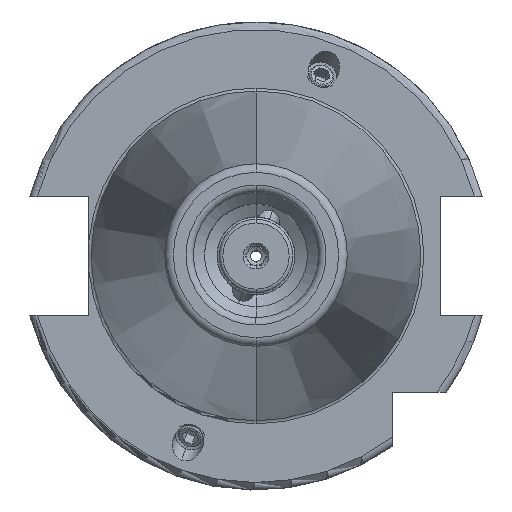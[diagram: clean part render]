
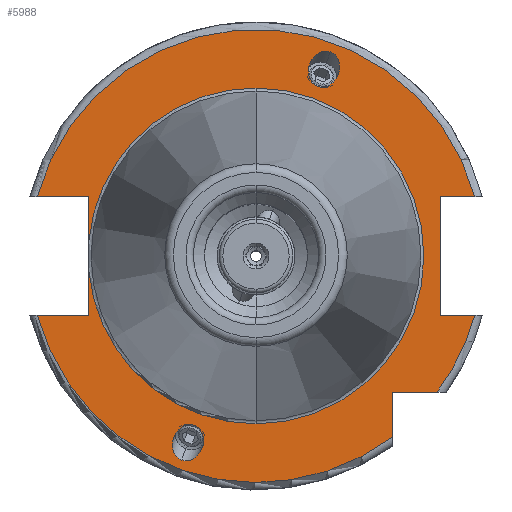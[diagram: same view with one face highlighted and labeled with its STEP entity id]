
A CAD part, top view. The second image highlights one B-rep face of the part: STEP entity #5988.
In plain terms, the highlighted planar face has unit normal (0, 0, 1).
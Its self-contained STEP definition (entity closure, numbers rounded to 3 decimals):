
#1294=CARTESIAN_POINT('',(0,0,15.9));
#1295=DIRECTION('',(0,0,1));
#1296=DIRECTION('',(0.965,0.262,0));
#1297=AXIS2_PLACEMENT_3D('',#1294,#1295,#1296);
#1345=CARTESIAN_POINT('',(0,0,15.9));
#1346=DIRECTION('',(0,0,1));
#1347=DIRECTION('',(-0.965,-0.262,0));
#1348=AXIS2_PLACEMENT_3D('',#1345,#1346,#1347);
#1361=DIRECTION('',(1,0,0));
#1362=VECTOR('',#1361,7.004);
#1363=CARTESIAN_POINT('',(-29.704,-8.05,15.9));
#1364=LINE('',#1363,#1362);
#1365=DIRECTION('',(0,1,0));
#1366=VECTOR('',#1365,5.917);
#1367=CARTESIAN_POINT('',(-22.7,-8.05,15.9));
#1368=LINE('',#1367,#1366);
#1369=DIRECTION('',(0,1,0));
#1370=VECTOR('',#1369,5.917);
#1371=CARTESIAN_POINT('',(-22.7,2.133,15.9));
#1372=LINE('',#1371,#1370);
#1373=DIRECTION('',(1,0,0));
#1374=VECTOR('',#1373,7.004);
#1375=CARTESIAN_POINT('',(-29.704,8.05,15.9));
#1376=LINE('',#1375,#1374);
#1377=DIRECTION('',(-1,0,0));
#1378=VECTOR('',#1377,4.704);
#1379=CARTESIAN_POINT('',(29.704,8.05,15.9));
#1380=LINE('',#1379,#1378);
#1381=DIRECTION('',(0,-1,0));
#1382=VECTOR('',#1381,16.1);
#1383=CARTESIAN_POINT('',(25,8.05,15.9));
#1384=LINE('',#1383,#1382);
#1385=DIRECTION('',(-1,0,0));
#1386=VECTOR('',#1385,4.704);
#1387=CARTESIAN_POINT('',(29.704,-8.05,15.9));
#1388=LINE('',#1387,#1386);
#1389=CARTESIAN_POINT('',(0,0,15.9));
#1390=DIRECTION('',(0,0,1));
#1391=DIRECTION('',(0.799,-0.601,0));
#1392=AXIS2_PLACEMENT_3D('',#1389,#1390,#1391);
#1394=DIRECTION('',(-1,0,0));
#1395=VECTOR('',#1394,6.094);
#1396=CARTESIAN_POINT('',(24.594,-18.5,15.9));
#1397=LINE('',#1396,#1395);
#1398=DIRECTION('',(0,1,0));
#1399=VECTOR('',#1398,6.094);
#1400=CARTESIAN_POINT('',(18.5,-24.594,15.9));
#1401=LINE('',#1400,#1399);
#1402=CARTESIAN_POINT('',(10.09,27.723,15.9));
#1403=CARTESIAN_POINT('',(9.863,27.806,15.9));
#1404=CARTESIAN_POINT('',(9.337,27.884,15.9));
#1405=CARTESIAN_POINT('',(8.455,27.594,15.9));
#1406=CARTESIAN_POINT('',(7.834,27.033,15.9));
#1407=CARTESIAN_POINT('',(7.483,26.49,15.9));
#1408=CARTESIAN_POINT('',(7.298,26.077,15.9));
#1409=CARTESIAN_POINT('',(7.174,25.641,15.9));
#1410=CARTESIAN_POINT('',(7.094,25.,15.9));
#1411=CARTESIAN_POINT('',(7.208,24.17,15.9));
#1412=CARTESIAN_POINT('',(7.698,23.381,15.9));
#1413=CARTESIAN_POINT('',(8.152,23.103,15.9));
#1414=CARTESIAN_POINT('',(8.379,23.02,15.9));
#1416=CARTESIAN_POINT('',(8.379,23.02,15.9));
#1417=CARTESIAN_POINT('',(8.606,22.937,15.9));
#1418=CARTESIAN_POINT('',(9.133,22.859,15.9));
#1419=CARTESIAN_POINT('',(10.014,23.149,15.9));
#1420=CARTESIAN_POINT('',(10.635,23.711,15.9));
#1421=CARTESIAN_POINT('',(10.986,24.253,15.9));
#1422=CARTESIAN_POINT('',(11.171,24.667,15.9));
#1423=CARTESIAN_POINT('',(11.295,25.103,15.9));
#1424=CARTESIAN_POINT('',(11.375,25.744,15.9));
#1425=CARTESIAN_POINT('',(11.261,26.573,15.9));
#1426=CARTESIAN_POINT('',(10.771,27.362,15.9));
#1427=CARTESIAN_POINT('',(10.318,27.641,15.9));
#1428=CARTESIAN_POINT('',(10.09,27.723,15.9));
#1430=CARTESIAN_POINT('',(-10.09,-27.723,15.9));
#1431=CARTESIAN_POINT('',(-10.318,-27.641,15.9));
#1432=CARTESIAN_POINT('',(-10.771,-27.362,15.9));
#1433=CARTESIAN_POINT('',(-11.261,-26.573,15.9));
#1434=CARTESIAN_POINT('',(-11.375,-25.744,15.9));
#1435=CARTESIAN_POINT('',(-11.295,-25.103,15.9));
#1436=CARTESIAN_POINT('',(-11.171,-24.667,15.9));
#1437=CARTESIAN_POINT('',(-10.986,-24.253,15.9));
#1438=CARTESIAN_POINT('',(-10.635,-23.711,15.9));
#1439=CARTESIAN_POINT('',(-10.014,-23.149,15.9));
#1440=CARTESIAN_POINT('',(-9.133,-22.859,15.9));
#1441=CARTESIAN_POINT('',(-8.606,-22.937,15.9));
#1442=CARTESIAN_POINT('',(-8.379,-23.02,15.9));
#1444=CARTESIAN_POINT('',(-8.379,-23.02,15.9));
#1445=CARTESIAN_POINT('',(-8.152,-23.103,15.9));
#1446=CARTESIAN_POINT('',(-7.698,-23.381,15.9));
#1447=CARTESIAN_POINT('',(-7.208,-24.17,15.9));
#1448=CARTESIAN_POINT('',(-7.094,-25.,15.9));
#1449=CARTESIAN_POINT('',(-7.174,-25.641,15.9));
#1450=CARTESIAN_POINT('',(-7.298,-26.077,15.9));
#1451=CARTESIAN_POINT('',(-7.483,-26.49,15.9));
#1452=CARTESIAN_POINT('',(-7.834,-27.033,15.9));
#1453=CARTESIAN_POINT('',(-8.455,-27.594,15.9));
#1454=CARTESIAN_POINT('',(-9.337,-27.884,15.9));
#1455=CARTESIAN_POINT('',(-9.863,-27.806,15.9));
#1456=CARTESIAN_POINT('',(-10.09,-27.723,15.9));
#1468=CARTESIAN_POINT('',(0,0,15.9));
#1469=DIRECTION('',(0,0,1));
#1470=DIRECTION('',(0,1,0));
#1471=AXIS2_PLACEMENT_3D('',#1468,#1469,#1470);
#1483=CARTESIAN_POINT('',(0,0,15.9));
#1484=DIRECTION('',(0,0,1));
#1485=DIRECTION('',(-0.996,-0.094,0));
#1486=AXIS2_PLACEMENT_3D('',#1483,#1484,#1485);
#1488=CARTESIAN_POINT('',(0,0,15.9));
#1489=DIRECTION('',(0,0,-1));
#1490=DIRECTION('',(0,1,0));
#1491=AXIS2_PLACEMENT_3D('',#1488,#1489,#1490);
#3826=CARTESIAN_POINT('',(0,22.8,15.9));
#3828=VERTEX_POINT('',#3826);
#3848=CARTESIAN_POINT('',(0,-22.8,15.9));
#3850=VERTEX_POINT('',#3848);
#3996=CARTESIAN_POINT('',(-29.704,-8.05,15.9));
#3997=CARTESIAN_POINT('',(-22.7,-8.05,15.9));
#3998=VERTEX_POINT('',#3996);
#3999=VERTEX_POINT('',#3997);
#4000=CARTESIAN_POINT('',(-22.7,-2.133,15.9));
#4001=VERTEX_POINT('',#4000);
#4002=CARTESIAN_POINT('',(-22.7,2.133,15.9));
#4003=CARTESIAN_POINT('',(-22.7,8.05,15.9));
#4004=VERTEX_POINT('',#4002);
#4005=VERTEX_POINT('',#4003);
#4006=CARTESIAN_POINT('',(-29.704,8.05,15.9));
#4007=VERTEX_POINT('',#4006);
#4008=CARTESIAN_POINT('',(25,8.05,15.9));
#4009=CARTESIAN_POINT('',(25,-8.05,15.9));
#4010=VERTEX_POINT('',#4008);
#4011=VERTEX_POINT('',#4009);
#4012=CARTESIAN_POINT('',(29.704,-8.05,15.9));
#4013=VERTEX_POINT('',#4012);
#4014=CARTESIAN_POINT('',(29.704,8.05,15.9));
#4015=VERTEX_POINT('',#4014);
#4016=CARTESIAN_POINT('',(18.5,-24.594,15.9));
#4017=CARTESIAN_POINT('',(18.5,-18.5,15.9));
#4018=VERTEX_POINT('',#4016);
#4019=VERTEX_POINT('',#4017);
#4020=CARTESIAN_POINT('',(24.594,-18.5,15.9));
#4021=VERTEX_POINT('',#4020);
#4072=VERTEX_POINT('',#1402);
#4073=VERTEX_POINT('',#1414);
#4123=CARTESIAN_POINT('',(-10.09,-27.723,15.9));
#4125=VERTEX_POINT('',#4123);
#4126=CARTESIAN_POINT('',(-8.379,-23.02,15.9));
#4127=VERTEX_POINT('',#4126);
#5949=CARTESIAN_POINT('',(0,0,15.9));
#5950=DIRECTION('',(0,0,-1));
#5951=DIRECTION('',(0,-1,0));
#5952=AXIS2_PLACEMENT_3D('',#5949,#5950,#5951);
#5953=PLANE('',#5952);
#5954=ORIENTED_EDGE('',*,*,#5326,.T.);
#5955=ORIENTED_EDGE('',*,*,#5365,.T.);
#5957=ORIENTED_EDGE('',*,*,#5956,.T.);
#5959=ORIENTED_EDGE('',*,*,#5958,.F.);
#5961=ORIENTED_EDGE('',*,*,#5960,.T.);
#5962=ORIENTED_EDGE('',*,*,#5361,.T.);
#5963=ORIENTED_EDGE('',*,*,#5399,.F.);
#5964=ORIENTED_EDGE('',*,*,#5927,.F.);
#5966=ORIENTED_EDGE('',*,*,#5965,.T.);
#5968=ORIENTED_EDGE('',*,*,#5967,.T.);
#5969=ORIENTED_EDGE('',*,*,#5475,.F.);
#5970=ORIENTED_EDGE('',*,*,#5917,.F.);
#5971=ORIENTED_EDGE('',*,*,#5532,.T.);
#5972=ORIENTED_EDGE('',*,*,#5583,.F.);
#5973=ORIENTED_EDGE('',*,*,#5943,.F.);
#5974=EDGE_LOOP('',(#5954,#5955,#5957,#5959,#5961,#5962,#5963,#5964,#5966,#5968,
#5969,#5970,#5971,#5972,#5973));
#5975=FACE_OUTER_BOUND('',#5974,.F.);
#5977=ORIENTED_EDGE('',*,*,#5976,.T.);
#5979=ORIENTED_EDGE('',*,*,#5978,.T.);
#5980=EDGE_LOOP('',(#5977,#5979));
#5981=FACE_BOUND('',#5980,.F.);
#5983=ORIENTED_EDGE('',*,*,#5982,.F.);
#5985=ORIENTED_EDGE('',*,*,#5984,.F.);
#5986=EDGE_LOOP('',(#5983,#5985));
#5987=FACE_BOUND('',#5986,.F.);
#5988=ADVANCED_FACE('',(#5975,#5981,#5987),#5953,.F.);
#1298=CIRCLE('',#1297,30.775);
#1349=CIRCLE('',#1348,30.775);
#1393=CIRCLE('',#1392,30.775);
#1415=B_SPLINE_CURVE_WITH_KNOTS('',3,(#1402,#1403,#1404,#1405,#1406,#1407,#1408,
#1409,#1410,#1411,#1412,#1413,#1414),.UNSPECIFIED.,.F.,.F.,(4,1,1,1,1,1,1,1,1,1,
4),(0,0.125,0.25,0.375,0.438,0.5,0.563,0.625,0.75,0.875,
1.0),.UNSPECIFIED.);
#1429=B_SPLINE_CURVE_WITH_KNOTS('',3,(#1416,#1417,#1418,#1419,#1420,#1421,#1422,
#1423,#1424,#1425,#1426,#1427,#1428),.UNSPECIFIED.,.F.,.F.,(4,1,1,1,1,1,1,1,1,1,
4),(0,0.125,0.25,0.375,0.438,0.5,0.563,0.625,0.75,0.875,
1.0),.UNSPECIFIED.);
#1443=B_SPLINE_CURVE_WITH_KNOTS('',3,(#1430,#1431,#1432,#1433,#1434,#1435,#1436,
#1437,#1438,#1439,#1440,#1441,#1442),.UNSPECIFIED.,.F.,.F.,(4,1,1,1,1,1,1,1,1,1,
4),(0,0.125,0.25,0.375,0.438,0.5,0.563,0.625,0.75,0.875,
1.0),.UNSPECIFIED.);
#1457=B_SPLINE_CURVE_WITH_KNOTS('',3,(#1444,#1445,#1446,#1447,#1448,#1449,#1450,
#1451,#1452,#1453,#1454,#1455,#1456),.UNSPECIFIED.,.F.,.F.,(4,1,1,1,1,1,1,1,1,1,
4),(0,0.125,0.25,0.375,0.438,0.5,0.563,0.625,0.75,0.875,
1.0),.UNSPECIFIED.);
#1472=CIRCLE('',#1471,22.8);
#1487=CIRCLE('',#1486,22.8);
#1492=CIRCLE('',#1491,22.8);
#5326=EDGE_CURVE('',#3998,#3999,#1364,.T.);
#5361=EDGE_CURVE('',#4004,#4005,#1372,.T.);
#5365=EDGE_CURVE('',#3999,#4001,#1368,.T.);
#5399=EDGE_CURVE('',#4007,#4005,#1376,.T.);
#5475=EDGE_CURVE('',#4013,#4011,#1388,.T.);
#5532=EDGE_CURVE('',#4021,#4019,#1397,.T.);
#5583=EDGE_CURVE('',#4018,#4019,#1401,.T.);
#5917=EDGE_CURVE('',#4021,#4013,#1393,.T.);
#5927=EDGE_CURVE('',#4015,#4007,#1298,.T.);
#5943=EDGE_CURVE('',#3998,#4018,#1349,.T.);
#5956=EDGE_CURVE('',#4001,#3850,#1487,.T.);
#5958=EDGE_CURVE('',#3828,#3850,#1492,.T.);
#5960=EDGE_CURVE('',#3828,#4004,#1472,.T.);
#5965=EDGE_CURVE('',#4015,#4010,#1380,.T.);
#5967=EDGE_CURVE('',#4010,#4011,#1384,.T.);
#5976=EDGE_CURVE('',#4072,#4073,#1415,.T.);
#5978=EDGE_CURVE('',#4073,#4072,#1429,.T.);
#5982=EDGE_CURVE('',#4125,#4127,#1443,.T.);
#5984=EDGE_CURVE('',#4127,#4125,#1457,.T.);
